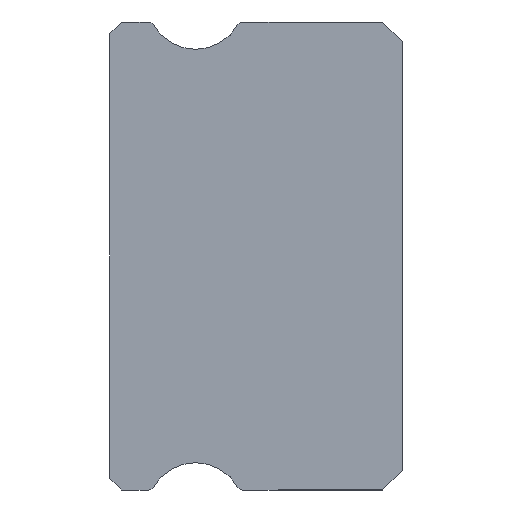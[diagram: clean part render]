
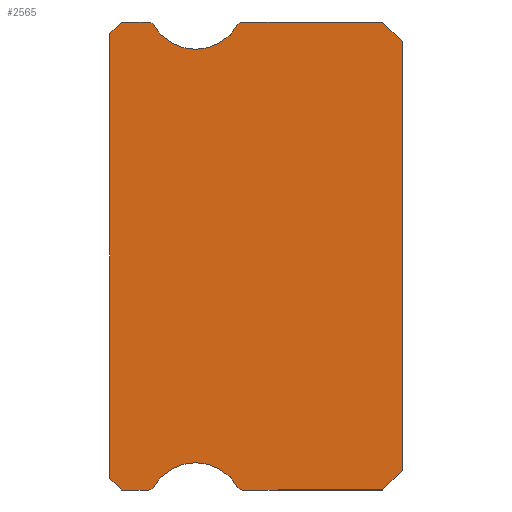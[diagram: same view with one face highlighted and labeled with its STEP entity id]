
A CAD part, left-side view. The second image highlights one B-rep face of the part: STEP entity #2565.
In plain terms, the highlighted planar face has unit normal (-1, 0, 0).
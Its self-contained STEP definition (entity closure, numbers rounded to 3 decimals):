
#5 = CARTESIAN_POINT ( 'NONE',  ( -10., 7.2, -6. ) ) ;
#27 = EDGE_CURVE ( 'NONE', #3939, #4411, #4180, .T. ) ;
#75 = EDGE_CURVE ( 'NONE', #3280, #1216, #230, .T. ) ;
#78 = ORIENTED_EDGE ( 'NONE', *, *, #4488, .F. ) ;
#100 = ORIENTED_EDGE ( 'NONE', *, *, #4518, .F. ) ;
#115 = CARTESIAN_POINT ( 'NONE',  ( -10., 6.512, 5.85 ) ) ;
#136 = LINE ( 'NONE', #5448, #3047 ) ;
#152 = AXIS2_PLACEMENT_3D ( 'NONE', #1884, #2343, #3268 ) ;
#230 = LINE ( 'NONE', #5108, #3720 ) ;
#254 = AXIS2_PLACEMENT_3D ( 'NONE', #3777, #5574, #4679 ) ;
#334 = DIRECTION ( 'NONE',  ( 0., -0.707, -0.707 ) ) ;
#341 = AXIS2_PLACEMENT_3D ( 'NONE', #5181, #2448, #5091 ) ;
#467 = CARTESIAN_POINT ( 'NONE',  ( -10., 6.512, 6. ) ) ;
#494 = CARTESIAN_POINT ( 'NONE',  ( -10., 7.2, -6. ) ) ;
#511 = ORIENTED_EDGE ( 'NONE', *, *, #3124, .F. ) ;
#651 = ORIENTED_EDGE ( 'NONE', *, *, #4424, .T. ) ;
#687 = ORIENTED_EDGE ( 'NONE', *, *, #3918, .F. ) ;
#688 = DIRECTION ( 'NONE',  ( -1., 0., 0. ) ) ;
#689 = VERTEX_POINT ( 'NONE', #3065 ) ;
#703 = VERTEX_POINT ( 'NONE', #2168 ) ;
#753 = LINE ( 'NONE', #4338, #1477 ) ;
#773 = EDGE_CURVE ( 'NONE', #1250, #1725, #3426, .T. ) ;
#798 = CARTESIAN_POINT ( 'NONE',  ( -10., 6.383, -5.925 ) ) ;
#824 = CARTESIAN_POINT ( 'NONE',  ( -10., 0.5, 6. ) ) ;
#938 = CARTESIAN_POINT ( 'NONE',  ( -10., 4.088, 5.85 ) ) ;
#992 = EDGE_CURVE ( 'NONE', #1216, #4539, #5009, .T. ) ;
#1108 = ORIENTED_EDGE ( 'NONE', *, *, #27, .F. ) ;
#1118 = DIRECTION ( 'NONE',  ( 0., 1., 0. ) ) ;
#1140 = ORIENTED_EDGE ( 'NONE', *, *, #3492, .T. ) ;
#1216 = VERTEX_POINT ( 'NONE', #1491 ) ;
#1250 = VERTEX_POINT ( 'NONE', #3208 ) ;
#1254 = VERTEX_POINT ( 'NONE', #2309 ) ;
#1259 = DIRECTION ( 'NONE',  ( 0., 0.707, -0.707 ) ) ;
#1342 = DIRECTION ( 'NONE',  ( 0., 0., -1. ) ) ;
#1460 = VECTOR ( 'NONE', #2853, 1000. ) ;
#1477 = VECTOR ( 'NONE', #334, 1000. ) ;
#1491 = CARTESIAN_POINT ( 'NONE',  ( -10., 4.088, -6. ) ) ;
#1569 = VECTOR ( 'NONE', #2607, 1000. ) ;
#1599 = CIRCLE ( 'NONE', #3097, 0.15 ) ;
#1671 = CARTESIAN_POINT ( 'NONE',  ( -10., 0., -5.5 ) ) ;
#1690 = EDGE_LOOP ( 'NONE', ( #651, #78, #3800, #1140, #1108, #2550, #4647, #2300, #687, #3162, #4789, #1881, #3835, #511, #2927, #100, #3601 ) ) ;
#1711 = CARTESIAN_POINT ( 'NONE',  ( -10., 0.5, -6. ) ) ;
#1725 = VERTEX_POINT ( 'NONE', #3433 ) ;
#1773 = EDGE_CURVE ( 'NONE', #703, #689, #136, .T. ) ;
#1881 = ORIENTED_EDGE ( 'NONE', *, *, #5444, .F. ) ;
#1884 = CARTESIAN_POINT ( 'NONE',  ( -10., 5.3, 6.55 ) ) ;
#1923 = EDGE_CURVE ( 'NONE', #4539, #3939, #3510, .T. ) ;
#1954 = VECTOR ( 'NONE', #4475, 1000. ) ;
#2060 = EDGE_CURVE ( 'NONE', #5501, #5201, #2213, .T. ) ;
#2148 = DIRECTION ( 'NONE',  ( 0., 0.707, -0.707 ) ) ;
#2168 = CARTESIAN_POINT ( 'NONE',  ( -10., 0., -5.5 ) ) ;
#2213 = LINE ( 'NONE', #4004, #3991 ) ;
#2246 = LINE ( 'NONE', #3574, #5502 ) ;
#2300 = ORIENTED_EDGE ( 'NONE', *, *, #75, .F. ) ;
#2309 = CARTESIAN_POINT ( 'NONE',  ( -10., 7.5, 5.7 ) ) ;
#2343 = DIRECTION ( 'NONE',  ( -1., 0., 0. ) ) ;
#2361 = DIRECTION ( 'NONE',  ( 0., 0., 1. ) ) ;
#2390 = DIRECTION ( 'NONE',  ( 0., 0., -1. ) ) ;
#2417 = AXIS2_PLACEMENT_3D ( 'NONE', #2501, #688, #5611 ) ;
#2448 = DIRECTION ( 'NONE',  ( -1., 0., 0. ) ) ;
#2483 = LINE ( 'NONE', #1671, #5017 ) ;
#2501 = CARTESIAN_POINT ( 'NONE',  ( -10., 5.3, 6.55 ) ) ;
#2550 = ORIENTED_EDGE ( 'NONE', *, *, #1923, .F. ) ;
#2565 = ADVANCED_FACE ( 'NONE', ( #3594 ), #5416, .F. ) ;
#2607 = DIRECTION ( 'NONE',  ( 0., 0., 1. ) ) ;
#2619 = CARTESIAN_POINT ( 'NONE',  ( -10., 4.088, -5.85 ) ) ;
#2652 = DIRECTION ( 'NONE',  ( 0., 0., -1. ) ) ;
#2664 = DIRECTION ( 'NONE',  ( 1., 0., 0. ) ) ;
#2801 = VECTOR ( 'NONE', #1259, 1000. ) ;
#2806 = CARTESIAN_POINT ( 'NONE',  ( -10., 6.512, -6. ) ) ;
#2853 = DIRECTION ( 'NONE',  ( 0., -1., 0. ) ) ;
#2903 = DIRECTION ( 'NONE',  ( 0., 1., 0. ) ) ;
#2927 = ORIENTED_EDGE ( 'NONE', *, *, #773, .F. ) ;
#3047 = VECTOR ( 'NONE', #2361, 1000. ) ;
#3065 = CARTESIAN_POINT ( 'NONE',  ( -10., 0., 5.5 ) ) ;
#3097 = AXIS2_PLACEMENT_3D ( 'NONE', #938, #2664, #1342 ) ;
#3113 = VERTEX_POINT ( 'NONE', #3724 ) ;
#3124 = EDGE_CURVE ( 'NONE', #1725, #5744, #4820, .T. ) ;
#3162 = ORIENTED_EDGE ( 'NONE', *, *, #1773, .T. ) ;
#3208 = CARTESIAN_POINT ( 'NONE',  ( -10., 6.383, 5.925 ) ) ;
#3268 = DIRECTION ( 'NONE',  ( 0., 0., -1. ) ) ;
#3280 = VERTEX_POINT ( 'NONE', #1711 ) ;
#3426 = CIRCLE ( 'NONE', #2417, 1.25 ) ;
#3433 = CARTESIAN_POINT ( 'NONE',  ( -10., 5.3, 5.3 ) ) ;
#3492 = EDGE_CURVE ( 'NONE', #5441, #4411, #5050, .T. ) ;
#3504 = CARTESIAN_POINT ( 'NONE',  ( -10., 4.217, 5.925 ) ) ;
#3510 = CIRCLE ( 'NONE', #341, 1.25 ) ;
#3514 = DIRECTION ( 'NONE',  ( 1., 0., 0. ) ) ;
#3574 = CARTESIAN_POINT ( 'NONE',  ( -10., 6.512, 6. ) ) ;
#3580 = LINE ( 'NONE', #5341, #2801 ) ;
#3594 = FACE_OUTER_BOUND ( 'NONE', #1690, .T. ) ;
#3601 = ORIENTED_EDGE ( 'NONE', *, *, #2060, .T. ) ;
#3602 = DIRECTION ( 'NONE',  ( 0., -1., 0. ) ) ;
#3720 = VECTOR ( 'NONE', #2903, 1000. ) ;
#3724 = CARTESIAN_POINT ( 'NONE',  ( -10., 4.088, 6. ) ) ;
#3777 = CARTESIAN_POINT ( 'NONE',  ( -10., 6.512, -5.85 ) ) ;
#3800 = ORIENTED_EDGE ( 'NONE', *, *, #4432, .T. ) ;
#3835 = ORIENTED_EDGE ( 'NONE', *, *, #5049, .F. ) ;
#3918 = EDGE_CURVE ( 'NONE', #703, #3280, #2483, .T. ) ;
#3939 = VERTEX_POINT ( 'NONE', #798 ) ;
#3991 = VECTOR ( 'NONE', #1118, 1000. ) ;
#4004 = CARTESIAN_POINT ( 'NONE',  ( -10., 7.2, 6. ) ) ;
#4014 = LINE ( 'NONE', #4809, #1569 ) ;
#4047 = VERTEX_POINT ( 'NONE', #4850 ) ;
#4147 = CARTESIAN_POINT ( 'NONE',  ( -10., 4.217, -5.925 ) ) ;
#4180 = CIRCLE ( 'NONE', #254, 0.15 ) ;
#4338 = CARTESIAN_POINT ( 'NONE',  ( -10., 0.5, 6. ) ) ;
#4411 = VERTEX_POINT ( 'NONE', #4745 ) ;
#4418 = EDGE_CURVE ( 'NONE', #4427, #689, #753, .T. ) ;
#4424 = EDGE_CURVE ( 'NONE', #5201, #1254, #3580, .T. ) ;
#4427 = VERTEX_POINT ( 'NONE', #824 ) ;
#4432 = EDGE_CURVE ( 'NONE', #4047, #5441, #5365, .T. ) ;
#4475 = DIRECTION ( 'NONE',  ( 0., -0.707, -0.707 ) ) ;
#4488 = EDGE_CURVE ( 'NONE', #4047, #1254, #4014, .T. ) ;
#4518 = EDGE_CURVE ( 'NONE', #5501, #1250, #5205, .T. ) ;
#4539 = VERTEX_POINT ( 'NONE', #4147 ) ;
#4647 = ORIENTED_EDGE ( 'NONE', *, *, #992, .F. ) ;
#4670 = CARTESIAN_POINT ( 'NONE',  ( -10., 7.2, 6. ) ) ;
#4679 = DIRECTION ( 'NONE',  ( 0., 0., -1. ) ) ;
#4737 = AXIS2_PLACEMENT_3D ( 'NONE', #4942, #3514, #2652 ) ;
#4745 = CARTESIAN_POINT ( 'NONE',  ( -10., 6.512, -6. ) ) ;
#4789 = ORIENTED_EDGE ( 'NONE', *, *, #4418, .F. ) ;
#4809 = CARTESIAN_POINT ( 'NONE',  ( -10., 7.5, 5.85 ) ) ;
#4820 = CIRCLE ( 'NONE', #152, 1.25 ) ;
#4850 = CARTESIAN_POINT ( 'NONE',  ( -10., 7.5, -5.7 ) ) ;
#4942 = CARTESIAN_POINT ( 'NONE',  ( -10., 6.512, 5.85 ) ) ;
#4977 = DIRECTION ( 'NONE',  ( 1., 0., 0. ) ) ;
#5009 = CIRCLE ( 'NONE', #5753, 0.15 ) ;
#5017 = VECTOR ( 'NONE', #2148, 1000. ) ;
#5049 = EDGE_CURVE ( 'NONE', #5744, #3113, #1599, .T. ) ;
#5050 = LINE ( 'NONE', #2806, #1460 ) ;
#5091 = DIRECTION ( 'NONE',  ( 0., 0., -1. ) ) ;
#5108 = CARTESIAN_POINT ( 'NONE',  ( -10., 6.512, -6. ) ) ;
#5181 = CARTESIAN_POINT ( 'NONE',  ( -10., 5.3, -6.55 ) ) ;
#5201 = VERTEX_POINT ( 'NONE', #4670 ) ;
#5205 = CIRCLE ( 'NONE', #5478, 0.15 ) ;
#5341 = CARTESIAN_POINT ( 'NONE',  ( -10., 7.5, 5.7 ) ) ;
#5365 = LINE ( 'NONE', #5, #1954 ) ;
#5416 = PLANE ( 'NONE',  #4737 ) ;
#5441 = VERTEX_POINT ( 'NONE', #494 ) ;
#5444 = EDGE_CURVE ( 'NONE', #3113, #4427, #2246, .T. ) ;
#5448 = CARTESIAN_POINT ( 'NONE',  ( -10., 0., 5.5 ) ) ;
#5478 = AXIS2_PLACEMENT_3D ( 'NONE', #115, #4977, #2390 ) ;
#5501 = VERTEX_POINT ( 'NONE', #467 ) ;
#5502 = VECTOR ( 'NONE', #3602, 1000. ) ;
#5574 = DIRECTION ( 'NONE',  ( 1., 0., 0. ) ) ;
#5611 = DIRECTION ( 'NONE',  ( 0., 0., -1. ) ) ;
#5668 = DIRECTION ( 'NONE',  ( 1., 0., 0. ) ) ;
#5725 = DIRECTION ( 'NONE',  ( 0., 0., -1. ) ) ;
#5744 = VERTEX_POINT ( 'NONE', #3504 ) ;
#5753 = AXIS2_PLACEMENT_3D ( 'NONE', #2619, #5668, #5725 ) ;
